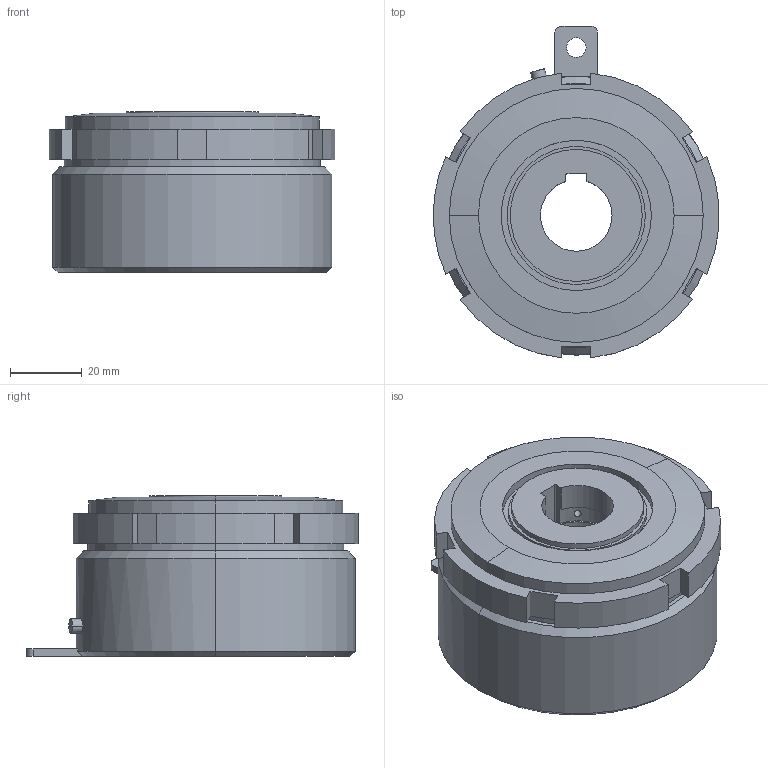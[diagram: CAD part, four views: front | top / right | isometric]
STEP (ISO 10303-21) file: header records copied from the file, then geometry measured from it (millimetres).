
FILE_DESCRIPTION (( 'STEP AP203' ), '1' );
FILE_NAME ('MWC 1.2_231540（１体用）.STEP', '2016-03-04T06:00:27', ( ' ' ), ( '' ), 'SwSTEP 2.0', 'SolidWorks 2009', '' );
FILE_SCHEMA (( 'CONFIG_CONTROL_DESIGN' ));
Length unit declared in the file: millimetre
Products named in the file (1): MWC 1.2_231540（１体用）
Bounding box: 79.86 x 92.8 x 45 mm (x, y, z)
Volume: 189819.4 mm3; surface area: 26592.5 mm2
Topology: 1 solids, 2 shells, 134 faces, 332 edges, 219 vertices
Faces by surface type: cylinder 73, plane 48, cone 7, sphere 6
Entity records: 4428 total; most frequent: CARTESIAN_POINT 1066, DIRECTION 711, ORIENTED_EDGE 664, EDGE_CURVE 332, AXIS2_PLACEMENT_3D 272, VERTEX_POINT 219, LINE 167, VECTOR 167
